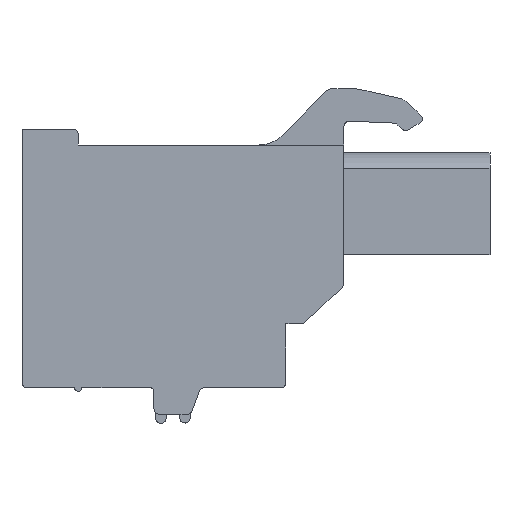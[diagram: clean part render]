
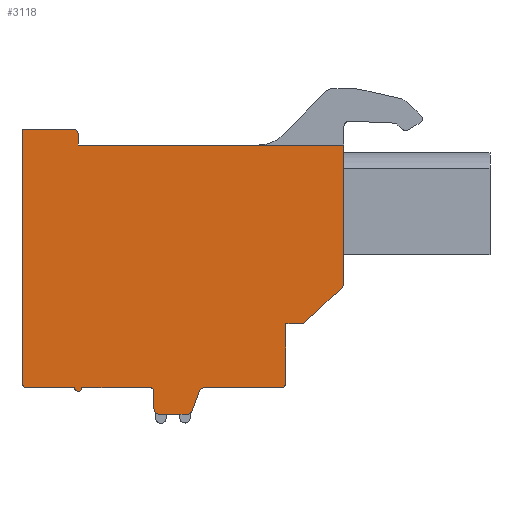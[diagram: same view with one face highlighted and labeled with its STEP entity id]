
A CAD part, left-side view. The second image highlights one B-rep face of the part: STEP entity #3118.
In plain terms, the highlighted planar face has unit normal (-1, 0, 0).
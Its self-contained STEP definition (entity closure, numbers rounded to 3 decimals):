
#237=DIRECTION('',(0.,0.,1.));
#238=VECTOR('',#237,7.87);
#239=CARTESIAN_POINT('',(-10.78,-5.66,-0.91));
#240=LINE('',#239,#238);
#727=CARTESIAN_POINT('',(-10.78,-5.36,-0.91));
#728=DIRECTION('',(1.,0.,0.));
#729=DIRECTION('',(0.,-1.,0.));
#730=AXIS2_PLACEMENT_3D('',#727,#728,#729);
#732=DIRECTION('',(0.,0.731,-0.683));
#733=VECTOR('',#732,3.018);
#734=CARTESIAN_POINT('',(-10.78,-5.565,-1.129));
#735=LINE('',#734,#733);
#736=DIRECTION('',(0.,1.,0.));
#737=VECTOR('',#736,1.);
#738=CARTESIAN_POINT('',(-10.78,-3.36,-3.19));
#739=LINE('',#738,#737);
#740=DIRECTION('',(0.,0.,-1.));
#741=VECTOR('',#740,3.35);
#742=CARTESIAN_POINT('',(-10.78,-2.36,-3.19));
#743=LINE('',#742,#741);
#744=CARTESIAN_POINT('',(-10.78,-2.06,-6.54));
#745=DIRECTION('',(1.,0.,0.));
#746=DIRECTION('',(0.,-1.,0.));
#747=AXIS2_PLACEMENT_3D('',#744,#745,#746);
#749=DIRECTION('',(0.,1.,0.));
#750=VECTOR('',#749,4.34);
#751=CARTESIAN_POINT('',(-10.78,-2.06,-6.84));
#752=LINE('',#751,#750);
#753=CARTESIAN_POINT('',(-10.78,2.28,-7.14));
#754=DIRECTION('',(-1.,0.,0.));
#755=DIRECTION('',(0.,0.,1.));
#756=AXIS2_PLACEMENT_3D('',#753,#754,#755);
#758=DIRECTION('',(0.,0.345,-0.939));
#759=VECTOR('',#758,1.179);
#760=CARTESIAN_POINT('',(-10.78,2.562,-7.037));
#761=LINE('',#760,#759);
#762=CARTESIAN_POINT('',(-10.78,3.25,-8.04));
#763=DIRECTION('',(1.,0.,0.));
#764=DIRECTION('',(0.,-0.939,-0.345));
#765=AXIS2_PLACEMENT_3D('',#762,#763,#764);
#767=DIRECTION('',(0.,1.,0.));
#768=VECTOR('',#767,1.59);
#769=CARTESIAN_POINT('',(-10.78,3.25,-8.34));
#770=LINE('',#769,#768);
#771=CARTESIAN_POINT('',(-10.78,4.84,-8.04));
#772=DIRECTION('',(1.,0.,0.));
#773=DIRECTION('',(0.,0.,-1.));
#774=AXIS2_PLACEMENT_3D('',#771,#772,#773);
#776=DIRECTION('',(0.,0.,1.));
#777=VECTOR('',#776,1.);
#778=CARTESIAN_POINT('',(-10.78,5.14,-8.04));
#779=LINE('',#778,#777);
#780=CARTESIAN_POINT('',(-10.78,5.34,-7.04));
#781=DIRECTION('',(-1.,0.,0.));
#782=DIRECTION('',(0.,-1.,0.));
#783=AXIS2_PLACEMENT_3D('',#780,#781,#782);
#785=DIRECTION('',(0.,1.,0.));
#786=VECTOR('',#785,3.9);
#787=CARTESIAN_POINT('',(-10.78,5.34,-6.84));
#788=LINE('',#787,#786);
#789=CARTESIAN_POINT('',(-10.78,9.44,-6.84));
#790=DIRECTION('',(1.,0.,0.));
#791=DIRECTION('',(0.,-1.,0.));
#792=AXIS2_PLACEMENT_3D('',#789,#790,#791);
#794=DIRECTION('',(0.,1.,0.));
#795=VECTOR('',#794,2.7);
#796=CARTESIAN_POINT('',(-10.78,9.64,-6.84));
#797=LINE('',#796,#795);
#798=CARTESIAN_POINT('',(-10.78,12.34,-6.54));
#799=DIRECTION('',(1.,0.,0.));
#800=DIRECTION('',(0.,0.,-1.));
#801=AXIS2_PLACEMENT_3D('',#798,#799,#800);
#803=DIRECTION('',(0.,0.,1.));
#804=VECTOR('',#803,14.4);
#805=CARTESIAN_POINT('',(-10.78,12.64,-6.54));
#806=LINE('',#805,#804);
#807=DIRECTION('',(0.,-1.,0.));
#808=VECTOR('',#807,2.9);
#809=CARTESIAN_POINT('',(-10.78,12.64,7.86));
#810=LINE('',#809,#808);
#811=CARTESIAN_POINT('',(-10.78,9.74,7.56));
#812=DIRECTION('',(1.,0.,0.));
#813=DIRECTION('',(0.,0.,1.));
#814=AXIS2_PLACEMENT_3D('',#811,#812,#813);
#816=DIRECTION('',(0.,0.,-1.));
#817=VECTOR('',#816,0.6);
#818=CARTESIAN_POINT('',(-10.78,9.44,7.56));
#819=LINE('',#818,#817);
#820=DIRECTION('',(0.,-1.,0.));
#821=VECTOR('',#820,15.1);
#822=CARTESIAN_POINT('',(-10.78,9.44,6.96));
#823=LINE('',#822,#821);
#1639=CARTESIAN_POINT('',(-10.78,9.44,6.96));
#1640=CARTESIAN_POINT('',(-10.78,-5.66,6.96));
#1641=VERTEX_POINT('',#1639);
#1642=VERTEX_POINT('',#1640);
#1643=CARTESIAN_POINT('',(-10.78,-5.66,-0.91));
#1644=CARTESIAN_POINT('',(-10.78,-5.565,-1.129));
#1645=VERTEX_POINT('',#1643);
#1646=VERTEX_POINT('',#1644);
#1647=CARTESIAN_POINT('',(-10.78,-3.36,-3.19));
#1648=VERTEX_POINT('',#1647);
#1649=CARTESIAN_POINT('',(-10.78,-2.36,-3.19));
#1650=VERTEX_POINT('',#1649);
#1651=CARTESIAN_POINT('',(-10.78,-2.36,-6.54));
#1652=VERTEX_POINT('',#1651);
#1653=CARTESIAN_POINT('',(-10.78,-2.06,-6.84));
#1654=VERTEX_POINT('',#1653);
#1655=CARTESIAN_POINT('',(-10.78,2.28,-6.84));
#1656=VERTEX_POINT('',#1655);
#1657=CARTESIAN_POINT('',(-10.78,2.562,-7.037));
#1658=VERTEX_POINT('',#1657);
#1659=CARTESIAN_POINT('',(-10.78,2.968,-8.143));
#1660=VERTEX_POINT('',#1659);
#1661=CARTESIAN_POINT('',(-10.78,3.25,-8.34));
#1662=VERTEX_POINT('',#1661);
#1663=CARTESIAN_POINT('',(-10.78,4.84,-8.34));
#1664=VERTEX_POINT('',#1663);
#1665=CARTESIAN_POINT('',(-10.78,5.14,-8.04));
#1666=VERTEX_POINT('',#1665);
#1667=CARTESIAN_POINT('',(-10.78,5.14,-7.04));
#1668=VERTEX_POINT('',#1667);
#1669=CARTESIAN_POINT('',(-10.78,5.34,-6.84));
#1670=VERTEX_POINT('',#1669);
#1671=CARTESIAN_POINT('',(-10.78,9.24,-6.84));
#1672=VERTEX_POINT('',#1671);
#1673=CARTESIAN_POINT('',(-10.78,9.64,-6.84));
#1674=VERTEX_POINT('',#1673);
#1675=CARTESIAN_POINT('',(-10.78,12.34,-6.84));
#1676=VERTEX_POINT('',#1675);
#1677=CARTESIAN_POINT('',(-10.78,12.64,-6.54));
#1678=VERTEX_POINT('',#1677);
#1679=CARTESIAN_POINT('',(-10.78,12.64,7.86));
#1680=VERTEX_POINT('',#1679);
#1681=CARTESIAN_POINT('',(-10.78,9.74,7.86));
#1682=VERTEX_POINT('',#1681);
#1683=CARTESIAN_POINT('',(-10.78,9.44,7.56));
#1684=VERTEX_POINT('',#1683);
#3069=CARTESIAN_POINT('',(-10.78,0.,0.));
#3070=DIRECTION('',(1.,0.,0.));
#3071=DIRECTION('',(0.,-1.,0.));
#3072=AXIS2_PLACEMENT_3D('',#3069,#3070,#3071);
#3073=PLANE('',#3072);
#3074=ORIENTED_EDGE('',*,*,#2253,.F.);
#3076=ORIENTED_EDGE('',*,*,#3075,.T.);
#3078=ORIENTED_EDGE('',*,*,#3077,.T.);
#3079=ORIENTED_EDGE('',*,*,#2208,.T.);
#3080=ORIENTED_EDGE('',*,*,#2195,.T.);
#3082=ORIENTED_EDGE('',*,*,#3081,.T.);
#3084=ORIENTED_EDGE('',*,*,#3083,.T.);
#3086=ORIENTED_EDGE('',*,*,#3085,.T.);
#3088=ORIENTED_EDGE('',*,*,#3087,.T.);
#3090=ORIENTED_EDGE('',*,*,#3089,.T.);
#3092=ORIENTED_EDGE('',*,*,#3091,.T.);
#3094=ORIENTED_EDGE('',*,*,#3093,.T.);
#3096=ORIENTED_EDGE('',*,*,#3095,.T.);
#3098=ORIENTED_EDGE('',*,*,#3097,.T.);
#3100=ORIENTED_EDGE('',*,*,#3099,.T.);
#3102=ORIENTED_EDGE('',*,*,#3101,.T.);
#3104=ORIENTED_EDGE('',*,*,#3103,.T.);
#3106=ORIENTED_EDGE('',*,*,#3105,.T.);
#3108=ORIENTED_EDGE('',*,*,#3107,.T.);
#3110=ORIENTED_EDGE('',*,*,#3109,.T.);
#3112=ORIENTED_EDGE('',*,*,#3111,.T.);
#3114=ORIENTED_EDGE('',*,*,#3113,.T.);
#3115=ORIENTED_EDGE('',*,*,#2786,.T.);
#3116=EDGE_LOOP('',(#3074,#3076,#3078,#3079,#3080,#3082,#3084,#3086,#3088,#3090,
#3092,#3094,#3096,#3098,#3100,#3102,#3104,#3106,#3108,#3110,#3112,#3114,#3115));
#3117=FACE_OUTER_BOUND('',#3116,.F.);
#3118=ADVANCED_FACE('',(#3117),#3073,.F.);
#731=CIRCLE('',#730,0.3);
#748=CIRCLE('',#747,0.3);
#757=CIRCLE('',#756,0.3);
#766=CIRCLE('',#765,0.3);
#775=CIRCLE('',#774,0.3);
#784=CIRCLE('',#783,0.2);
#793=CIRCLE('',#792,0.2);
#802=CIRCLE('',#801,0.3);
#815=CIRCLE('',#814,0.3);
#2195=EDGE_CURVE('',#1650,#1652,#743,.T.);
#2208=EDGE_CURVE('',#1648,#1650,#739,.T.);
#2253=EDGE_CURVE('',#1645,#1642,#240,.T.);
#2786=EDGE_CURVE('',#1641,#1642,#823,.T.);
#3075=EDGE_CURVE('',#1645,#1646,#731,.T.);
#3077=EDGE_CURVE('',#1646,#1648,#735,.T.);
#3081=EDGE_CURVE('',#1652,#1654,#748,.T.);
#3083=EDGE_CURVE('',#1654,#1656,#752,.T.);
#3085=EDGE_CURVE('',#1656,#1658,#757,.T.);
#3087=EDGE_CURVE('',#1658,#1660,#761,.T.);
#3089=EDGE_CURVE('',#1660,#1662,#766,.T.);
#3091=EDGE_CURVE('',#1662,#1664,#770,.T.);
#3093=EDGE_CURVE('',#1664,#1666,#775,.T.);
#3095=EDGE_CURVE('',#1666,#1668,#779,.T.);
#3097=EDGE_CURVE('',#1668,#1670,#784,.T.);
#3099=EDGE_CURVE('',#1670,#1672,#788,.T.);
#3101=EDGE_CURVE('',#1672,#1674,#793,.T.);
#3103=EDGE_CURVE('',#1674,#1676,#797,.T.);
#3105=EDGE_CURVE('',#1676,#1678,#802,.T.);
#3107=EDGE_CURVE('',#1678,#1680,#806,.T.);
#3109=EDGE_CURVE('',#1680,#1682,#810,.T.);
#3111=EDGE_CURVE('',#1682,#1684,#815,.T.);
#3113=EDGE_CURVE('',#1684,#1641,#819,.T.);
